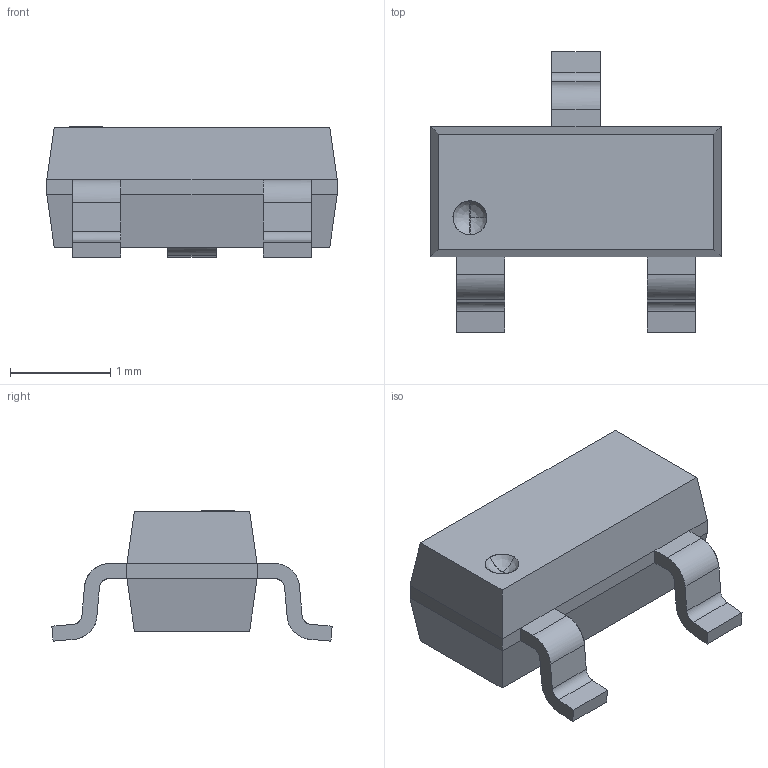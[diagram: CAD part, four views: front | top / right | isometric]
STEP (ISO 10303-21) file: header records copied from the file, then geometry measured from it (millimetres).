
FILE_DESCRIPTION(/* description */ (''),/* implementation_level */ '2;1');
FILE_NAME(/* name */ 'SOT23-~1',/* time_stamp */ '2017-07-27T14:56:08+03:00',/* author */ (''),/* organization */ (''),/* preprocessor_version */ 'ST-DEVELOPER v15',/* originating_system */ '',/* authorisation */ '');
FILE_SCHEMA (('AUTOMOTIVE_DESIGN'));
Length unit declared in the file: millimetre
Products named in the file (1): Document
Bounding box: 2.9 x 2.8 x 1.3 mm (x, y, z)
Surface area: 20.7 mm2 (no closed solid volume)
Topology: 0 solids, 58 shells, 59 faces, 297 edges, 293 vertices
Faces by surface type: plane 44, bspline 15
Entity records: 3432 total; most frequent: CARTESIAN_POINT 1342, ORIENTED_EDGE 295, EDGE_CURVE 294, VERTEX_POINT 293, B_SPLINE_CURVE_WITH_KNOTS 236, EDGE_LOOP 60, ADVANCED_FACE 59, FACE_OUTER_BOUND 59
